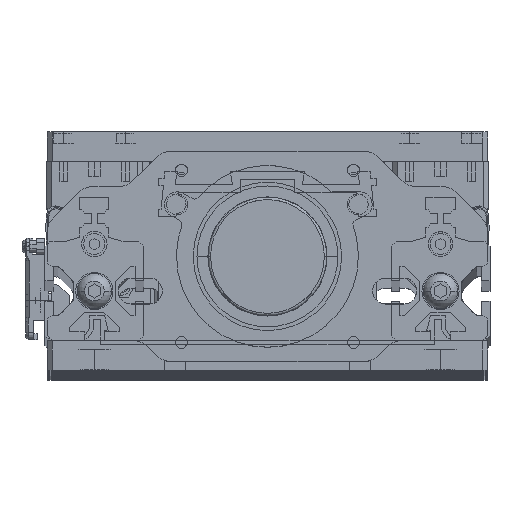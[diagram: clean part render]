
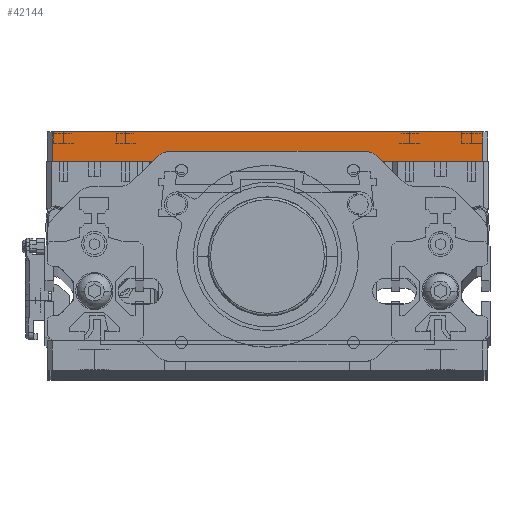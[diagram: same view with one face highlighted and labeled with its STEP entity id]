
A CAD part, top view. The second image highlights one B-rep face of the part: STEP entity #42144.
In plain terms, the highlighted planar face has unit normal (0, 0, 1).
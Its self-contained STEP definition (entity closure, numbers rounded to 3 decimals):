
#1249 = DIRECTION ( 'NONE',  ( 0., 0., 1. ) ) ;
#1734 = LINE ( 'NONE', #27547, #10829 ) ;
#9930 = DIRECTION ( 'NONE',  ( 1., 0., 0. ) ) ;
#10829 = VECTOR ( 'NONE', #9930, 1000. ) ;
#11388 = ORIENTED_EDGE ( 'NONE', *, *, #37147, .T. ) ;
#12006 = DIRECTION ( 'NONE',  ( 0., 1., 0. ) ) ;
#20251 = LINE ( 'NONE', #56008, #82501 ) ;
#21798 = CARTESIAN_POINT ( 'NONE',  ( -87., 88., 270. ) ) ;
#26293 = VECTOR ( 'NONE', #50051, 1000. ) ;
#27547 = CARTESIAN_POINT ( 'NONE',  ( -87., 88., 270. ) ) ;
#28793 = DIRECTION ( 'NONE',  ( 1., 0., 0. ) ) ;
#33649 = LINE ( 'NONE', #61134, #26293 ) ;
#37147 = EDGE_CURVE ( 'NONE', #87268, #102086, #1734, .T. ) ;
#40866 = ORIENTED_EDGE ( 'NONE', *, *, #106417, .F. ) ;
#42144 = ADVANCED_FACE ( 'NONE', ( #72703 ), #46967, .T. ) ;
#43706 = ORIENTED_EDGE ( 'NONE', *, *, #102795, .T. ) ;
#45413 = EDGE_CURVE ( 'NONE', #87268, #76013, #33649, .T. ) ;
#46967 = PLANE ( 'NONE',  #87652 ) ;
#50051 = DIRECTION ( 'NONE',  ( 0., 1., 0. ) ) ;
#50945 = LINE ( 'NONE', #85505, #53452 ) ;
#53452 = VECTOR ( 'NONE', #105425, 1000. ) ;
#56008 = CARTESIAN_POINT ( 'NONE',  ( 87., 88., 270. ) ) ;
#56879 = CARTESIAN_POINT ( 'NONE',  ( -87., 88., 270. ) ) ;
#61134 = CARTESIAN_POINT ( 'NONE',  ( -87., 88., 270. ) ) ;
#63647 = VERTEX_POINT ( 'NONE', #110442 ) ;
#72578 = ORIENTED_EDGE ( 'NONE', *, *, #45413, .F. ) ;
#72703 = FACE_OUTER_BOUND ( 'NONE', #104942, .T. ) ;
#76013 = VERTEX_POINT ( 'NONE', #110439 ) ;
#82501 = VECTOR ( 'NONE', #12006, 1000. ) ;
#85505 = CARTESIAN_POINT ( 'NONE',  ( -87., 100., 270. ) ) ;
#87268 = VERTEX_POINT ( 'NONE', #21798 ) ;
#87652 = AXIS2_PLACEMENT_3D ( 'NONE', #56879, #1249, #28793 ) ;
#97754 = CARTESIAN_POINT ( 'NONE',  ( 87., 88., 270. ) ) ;
#102086 = VERTEX_POINT ( 'NONE', #97754 ) ;
#102795 = EDGE_CURVE ( 'NONE', #102086, #63647, #20251, .T. ) ;
#104942 = EDGE_LOOP ( 'NONE', ( #40866, #72578, #11388, #43706 ) ) ;
#105425 = DIRECTION ( 'NONE',  ( 1., 0., 0. ) ) ;
#106417 = EDGE_CURVE ( 'NONE', #76013, #63647, #50945, .T. ) ;
#110439 = CARTESIAN_POINT ( 'NONE',  ( -87., 100., 270. ) ) ;
#110442 = CARTESIAN_POINT ( 'NONE',  ( 87., 100., 270. ) ) ;
